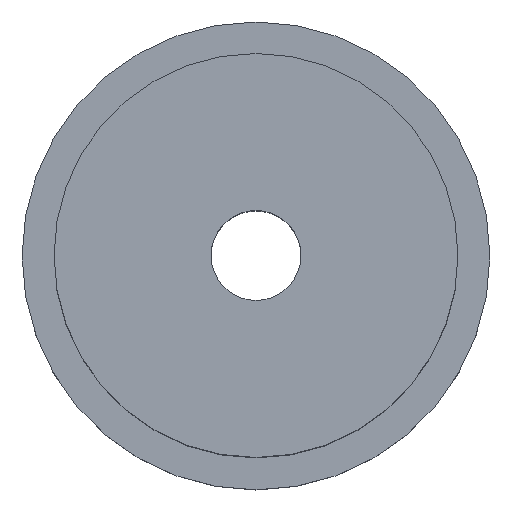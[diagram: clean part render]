
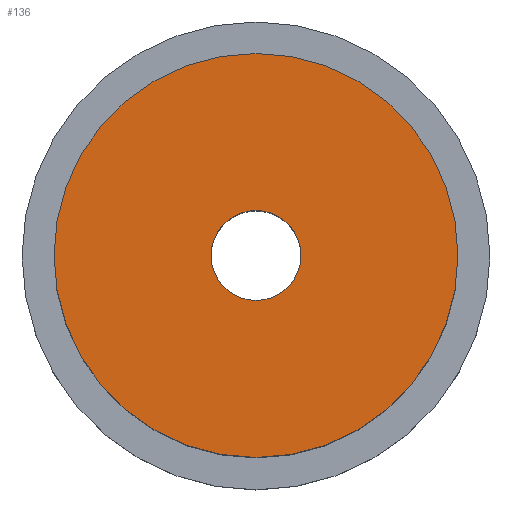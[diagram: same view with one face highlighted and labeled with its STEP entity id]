
A CAD part, top view. The second image highlights one B-rep face of the part: STEP entity #136.
In plain terms, the highlighted planar face has unit normal (0, 0, 1).
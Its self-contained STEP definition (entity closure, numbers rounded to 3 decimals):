
#3 = DIRECTION ( 'NONE',  ( 0., 0., 1. ) ) ;
#10 = CIRCLE ( 'NONE', #292, 5. ) ;
#11 = AXIS2_PLACEMENT_3D ( 'NONE', #20, #92, #45 ) ;
#16 = ORIENTED_EDGE ( 'NONE', *, *, #50, .T. ) ;
#19 = VERTEX_POINT ( 'NONE', #272 ) ;
#20 = CARTESIAN_POINT ( 'NONE',  ( 0., 0., 37. ) ) ;
#24 = CARTESIAN_POINT ( 'NONE',  ( 0., 0., 37. ) ) ;
#30 = AXIS2_PLACEMENT_3D ( 'NONE', #210, #3, #104 ) ;
#32 = EDGE_CURVE ( 'NONE', #51, #19, #191, .T. ) ;
#44 = ORIENTED_EDGE ( 'NONE', *, *, #168, .T. ) ;
#45 = DIRECTION ( 'NONE',  ( 1., 0., 0. ) ) ;
#50 = EDGE_CURVE ( 'NONE', #69, #75, #10, .T. ) ;
#51 = VERTEX_POINT ( 'NONE', #259 ) ;
#63 = CIRCLE ( 'NONE', #171, 22.45 ) ;
#69 = VERTEX_POINT ( 'NONE', #261 ) ;
#75 = VERTEX_POINT ( 'NONE', #282 ) ;
#89 = DIRECTION ( 'NONE',  ( -1., 0., 0. ) ) ;
#92 = DIRECTION ( 'NONE',  ( 0., 0., 1. ) ) ;
#96 = PLANE ( 'NONE',  #11 ) ;
#104 = DIRECTION ( 'NONE',  ( 1., 0., 0. ) ) ;
#120 = CARTESIAN_POINT ( 'NONE',  ( 0., 0., 37. ) ) ;
#121 = ORIENTED_EDGE ( 'NONE', *, *, #269, .T. ) ;
#136 = ADVANCED_FACE ( 'NONE', ( #280, #142 ), #96, .T. ) ;
#142 = FACE_OUTER_BOUND ( 'NONE', #185, .T. ) ;
#155 = DIRECTION ( 'NONE',  ( 1., 0., 0. ) ) ;
#168 = EDGE_CURVE ( 'NONE', #75, #69, #217, .T. ) ;
#171 = AXIS2_PLACEMENT_3D ( 'NONE', #199, #286, #155 ) ;
#185 = EDGE_LOOP ( 'NONE', ( #226, #121 ) ) ;
#191 = CIRCLE ( 'NONE', #30, 22.45 ) ;
#199 = CARTESIAN_POINT ( 'NONE',  ( 0., 0., 37. ) ) ;
#203 = EDGE_LOOP ( 'NONE', ( #16, #44 ) ) ;
#210 = CARTESIAN_POINT ( 'NONE',  ( 0., 0., 37. ) ) ;
#217 = CIRCLE ( 'NONE', #233, 5. ) ;
#226 = ORIENTED_EDGE ( 'NONE', *, *, #32, .T. ) ;
#233 = AXIS2_PLACEMENT_3D ( 'NONE', #120, #243, #89 ) ;
#243 = DIRECTION ( 'NONE',  ( 0., 0., -1. ) ) ;
#247 = DIRECTION ( 'NONE',  ( 0., 0., -1. ) ) ;
#259 = CARTESIAN_POINT ( 'NONE',  ( -22.45, 0., 37. ) ) ;
#261 = CARTESIAN_POINT ( 'NONE',  ( -5., 0., 37. ) ) ;
#269 = EDGE_CURVE ( 'NONE', #19, #51, #63, .T. ) ;
#272 = CARTESIAN_POINT ( 'NONE',  ( 22.45, 0., 37. ) ) ;
#277 = DIRECTION ( 'NONE',  ( -1., 0., 0. ) ) ;
#280 = FACE_BOUND ( 'NONE', #203, .T. ) ;
#282 = CARTESIAN_POINT ( 'NONE',  ( 5., 0., 37. ) ) ;
#286 = DIRECTION ( 'NONE',  ( 0., 0., 1. ) ) ;
#292 = AXIS2_PLACEMENT_3D ( 'NONE', #24, #247, #277 ) ;
